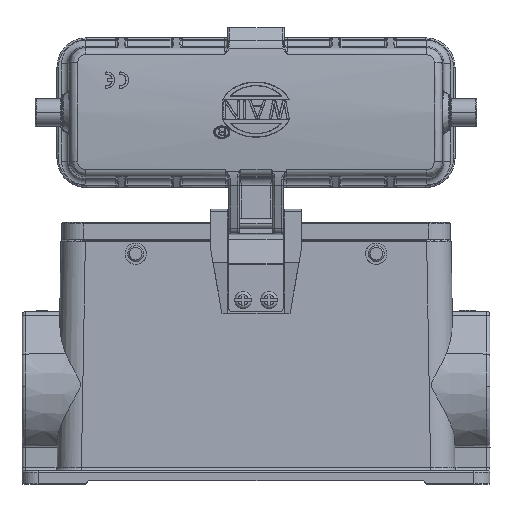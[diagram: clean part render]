
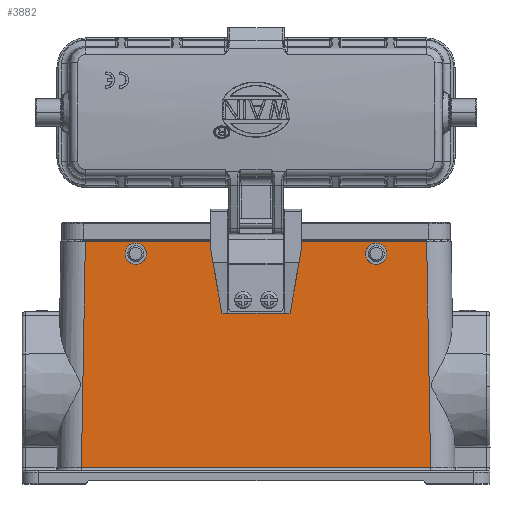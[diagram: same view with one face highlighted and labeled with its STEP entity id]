
A CAD part, top view. The second image highlights one B-rep face of the part: STEP entity #3882.
In plain terms, the highlighted planar face has unit normal (0, 0.018, 1).
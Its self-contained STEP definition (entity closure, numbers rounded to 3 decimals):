
#584=(
BOUNDED_CURVE()
B_SPLINE_CURVE(3,(#34392,#34393,#34394,#34395),.UNSPECIFIED.,.F.,.F.)
B_SPLINE_CURVE_WITH_KNOTS((4,4),(0.,1.),.UNSPECIFIED.)
CURVE()
GEOMETRIC_REPRESENTATION_ITEM()
RATIONAL_B_SPLINE_CURVE((1.,0.333,0.333,1.))
REPRESENTATION_ITEM('')
);
#585=(
BOUNDED_CURVE()
B_SPLINE_CURVE(3,(#34416,#34417,#34418,#34419),.UNSPECIFIED.,.F.,.F.)
B_SPLINE_CURVE_WITH_KNOTS((4,4),(0.,1.),.UNSPECIFIED.)
CURVE()
GEOMETRIC_REPRESENTATION_ITEM()
RATIONAL_B_SPLINE_CURVE((1.,0.333,0.333,1.))
REPRESENTATION_ITEM('')
);
#589=(
BOUNDED_CURVE()
B_SPLINE_CURVE(3,(#35478,#35479,#35480,#35481),.UNSPECIFIED.,.F.,.F.)
B_SPLINE_CURVE_WITH_KNOTS((4,4),(0.,1.),.UNSPECIFIED.)
CURVE()
GEOMETRIC_REPRESENTATION_ITEM()
RATIONAL_B_SPLINE_CURVE((1.,0.333,0.333,1.))
REPRESENTATION_ITEM('')
);
#590=(
BOUNDED_CURVE()
B_SPLINE_CURVE(3,(#35482,#35483,#35484,#35485),.UNSPECIFIED.,.F.,.F.)
B_SPLINE_CURVE_WITH_KNOTS((4,4),(0.,1.),.UNSPECIFIED.)
CURVE()
GEOMETRIC_REPRESENTATION_ITEM()
RATIONAL_B_SPLINE_CURVE((1.,0.333,0.333,1.))
REPRESENTATION_ITEM('')
);
#1643=FACE_BOUND('',#7211,.T.);
#1644=FACE_BOUND('',#7212,.T.);
#1645=FACE_BOUND('',#7213,.T.);
#3882=ADVANCED_FACE('NONE',(#1643,#1644,#1645),#5215,.T.);
#5215=PLANE('',#24956);
#7211=EDGE_LOOP('',(#9509,#9510,#9511,#9512));
#7212=EDGE_LOOP('',(#9513,#9514));
#7213=EDGE_LOOP('',(#9515,#9516));
#9509=ORIENTED_EDGE('',*,*,#18736,.F.);
#9510=ORIENTED_EDGE('',*,*,#18737,.F.);
#9511=ORIENTED_EDGE('',*,*,#18738,.F.);
#9512=ORIENTED_EDGE('',*,*,#18611,.T.);
#9513=ORIENTED_EDGE('',*,*,#18739,.T.);
#9514=ORIENTED_EDGE('',*,*,#18607,.T.);
#9515=ORIENTED_EDGE('',*,*,#18740,.T.);
#9516=ORIENTED_EDGE('',*,*,#18614,.T.);
#16173=VERTEX_POINT('',#34389);
#16174=VERTEX_POINT('',#34391);
#16175=VERTEX_POINT('',#34401);
#16178=VERTEX_POINT('',#34409);
#16179=VERTEX_POINT('',#34413);
#16180=VERTEX_POINT('',#34415);
#16259=VERTEX_POINT('',#35474);
#16260=VERTEX_POINT('',#35476);
#18607=EDGE_CURVE('',#16173,#16174,#584,.T.);
#18611=EDGE_CURVE('',#16175,#16178,#22049,.T.);
#18614=EDGE_CURVE('',#16179,#16180,#585,.T.);
#18736=EDGE_CURVE('',#16259,#16178,#22102,.T.);
#18737=EDGE_CURVE('',#16260,#16259,#22103,.T.);
#18738=EDGE_CURVE('',#16175,#16260,#22104,.T.);
#18739=EDGE_CURVE('',#16174,#16173,#589,.T.);
#18740=EDGE_CURVE('',#16180,#16179,#590,.T.);
#22049=LINE('',#34410,#23424);
#22102=LINE('',#35473,#23477);
#22103=LINE('',#35475,#23478);
#22104=LINE('',#35477,#23479);
#23424=VECTOR('',#27631,1.);
#23477=VECTOR('',#27820,1.);
#23478=VECTOR('',#27821,1.);
#23479=VECTOR('',#27822,1.);
#24956=AXIS2_PLACEMENT_3D('',#35486,#27823,#27824);
#27631=DIRECTION('',(1.,0.,0.));
#27820=DIRECTION('',(0.017,-1.,0.017));
#27821=DIRECTION('',(1.,0.,0.));
#27822=DIRECTION('',(0.017,1.,-0.017));
#27823=DIRECTION('',(0.,0.017,1.));
#27824=DIRECTION('',(0.,-1.,0.017));
#34389=CARTESIAN_POINT('',(-33.75,46.805,21.573));
#34391=CARTESIAN_POINT('',(-40.25,46.805,21.573));
#34392=CARTESIAN_POINT('',(-33.75,46.805,21.573));
#34393=CARTESIAN_POINT('',(-33.75,40.305,21.687));
#34394=CARTESIAN_POINT('',(-40.25,40.305,21.687));
#34395=CARTESIAN_POINT('',(-40.25,46.805,21.573));
#34401=CARTESIAN_POINT('',(-53.723,-19.013,22.722));
#34409=CARTESIAN_POINT('',(53.723,-19.013,22.722));
#34410=CARTESIAN_POINT('',(-63.061,-19.013,22.722));
#34413=CARTESIAN_POINT('',(40.25,46.805,21.573));
#34415=CARTESIAN_POINT('',(33.75,46.805,21.573));
#34416=CARTESIAN_POINT('',(40.25,46.805,21.573));
#34417=CARTESIAN_POINT('',(40.25,40.305,21.687));
#34418=CARTESIAN_POINT('',(33.75,40.305,21.687));
#34419=CARTESIAN_POINT('',(33.75,46.805,21.573));
#35473=CARTESIAN_POINT('',(52.496,51.275,21.495));
#35474=CARTESIAN_POINT('',(52.51,50.513,21.509));
#35475=CARTESIAN_POINT('',(-53.991,50.513,21.509));
#35476=CARTESIAN_POINT('',(-52.51,50.513,21.509));
#35477=CARTESIAN_POINT('',(-52.496,51.275,21.495));
#35478=CARTESIAN_POINT('',(-40.25,46.805,21.573));
#35479=CARTESIAN_POINT('',(-40.25,53.305,21.46));
#35480=CARTESIAN_POINT('',(-33.75,53.305,21.46));
#35481=CARTESIAN_POINT('',(-33.75,46.805,21.573));
#35482=CARTESIAN_POINT('',(33.75,46.805,21.573));
#35483=CARTESIAN_POINT('',(33.75,53.305,21.46));
#35484=CARTESIAN_POINT('',(40.25,53.305,21.46));
#35485=CARTESIAN_POINT('',(40.25,46.805,21.573));
#35486=CARTESIAN_POINT('',(-63.061,51.005,21.5));
